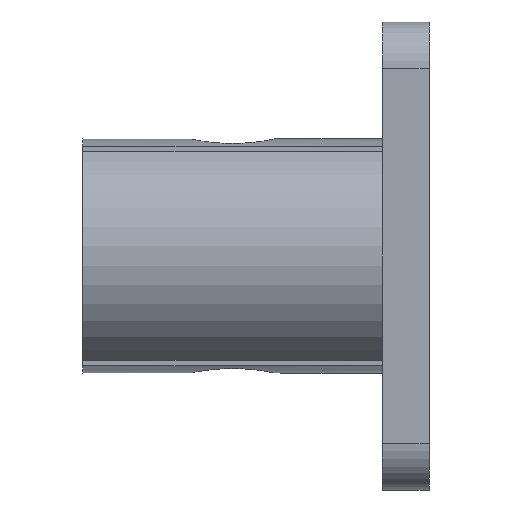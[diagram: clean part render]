
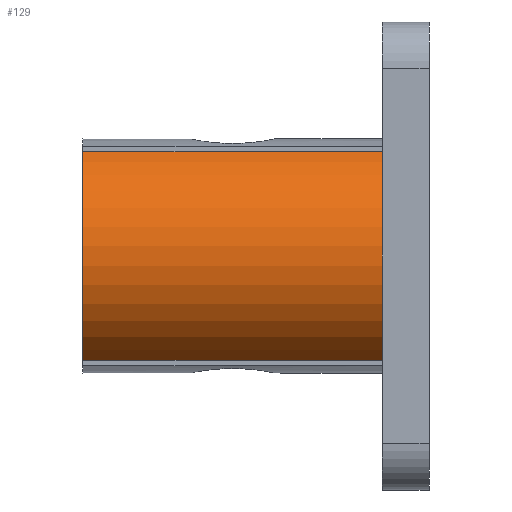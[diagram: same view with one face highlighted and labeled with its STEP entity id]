
A CAD part, left-side view. The second image highlights one B-rep face of the part: STEP entity #129.
In plain terms, the highlighted cylindrical face has radius 12.5 mm (diameter 25 mm), a partial arc.
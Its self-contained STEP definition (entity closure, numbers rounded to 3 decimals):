
#129 = ADVANCED_FACE( '', ( #340 ), #341, .T. );
#340 = FACE_OUTER_BOUND( '', #651, .T. );
#341 = CYLINDRICAL_SURFACE( '', #652, 12.5 );
#651 = EDGE_LOOP( '', ( #984, #985, #986, #987 ) );
#652 = AXIS2_PLACEMENT_3D( '', #988, #989, #990 );
#984 = ORIENTED_EDGE( '', *, *, #1802, .T. );
#985 = ORIENTED_EDGE( '', *, *, #1789, .F. );
#986 = ORIENTED_EDGE( '', *, *, #1803, .F. );
#987 = ORIENTED_EDGE( '', *, *, #1804, .T. );
#988 = CARTESIAN_POINT( '', ( 0., 37., 0. ) );
#989 = DIRECTION( '', ( 0., 1., 0. ) );
#990 = DIRECTION( '', ( 0., 0., -1. ) );
#1789 = EDGE_CURVE( '', #2128, #2123, #2130, .T. );
#1802 = EDGE_CURVE( '', #2151, #2123, #2152, .T. );
#1803 = EDGE_CURVE( '', #2153, #2128, #2154, .T. );
#1804 = EDGE_CURVE( '', #2153, #2151, #2155, .T. );
#2123 = VERTEX_POINT( '', #2620 );
#2128 = VERTEX_POINT( '', #2627 );
#2130 = LINE( '', #2630, #2631 );
#2151 = VERTEX_POINT( '', #2719 );
#2152 = CIRCLE( '', #2720, 12.5 );
#2153 = VERTEX_POINT( '', #2721 );
#2154 = CIRCLE( '', #2722, 12.5 );
#2155 = LINE( '', #2723, #2724 );
#2620 = CARTESIAN_POINT( '', ( -5.7, 5., 11.125 ) );
#2627 = CARTESIAN_POINT( '', ( -5.7, 37., 11.125 ) );
#2630 = CARTESIAN_POINT( '', ( -5.7, 37., 11.125 ) );
#2631 = VECTOR( '', #3383, 1000. );
#2719 = CARTESIAN_POINT( '', ( -5.7, 5., -11.125 ) );
#2720 = AXIS2_PLACEMENT_3D( '', #3401, #3402, #3403 );
#2721 = CARTESIAN_POINT( '', ( -5.7, 37., -11.125 ) );
#2722 = AXIS2_PLACEMENT_3D( '', #3404, #3405, #3406 );
#2723 = CARTESIAN_POINT( '', ( -5.7, 37., -11.125 ) );
#2724 = VECTOR( '', #3407, 1000. );
#3383 = DIRECTION( '', ( 0., -1., 0. ) );
#3401 = CARTESIAN_POINT( '', ( 0., 5., 0. ) );
#3402 = DIRECTION( '', ( 0., 1., 0. ) );
#3403 = DIRECTION( '', ( 1., 0., 0. ) );
#3404 = CARTESIAN_POINT( '', ( 0., 37., 0. ) );
#3405 = DIRECTION( '', ( 0., 1., 0. ) );
#3406 = DIRECTION( '', ( 1., 0., 0. ) );
#3407 = DIRECTION( '', ( 0., -1., 0. ) );
